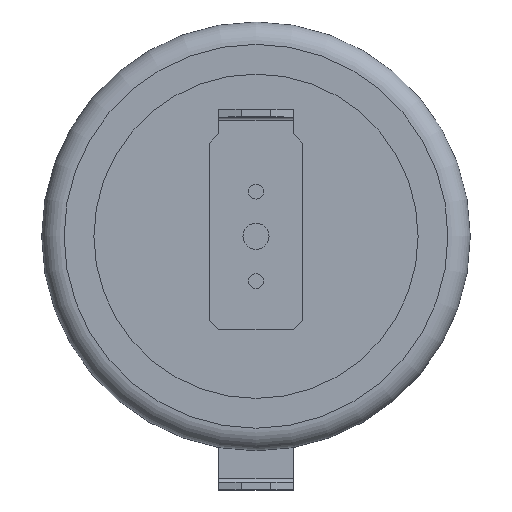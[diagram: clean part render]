
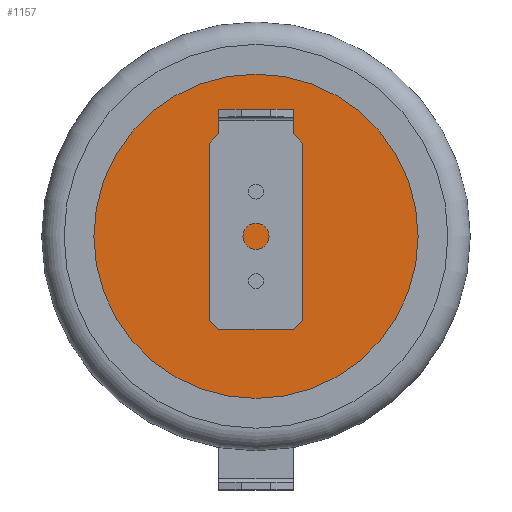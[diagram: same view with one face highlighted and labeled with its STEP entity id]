
A CAD part, top view. The second image highlights one B-rep face of the part: STEP entity #1157.
In plain terms, the highlighted planar face has unit normal (0, 0, 1).
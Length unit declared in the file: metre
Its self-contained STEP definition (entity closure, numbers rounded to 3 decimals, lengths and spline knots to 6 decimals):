
#308=ORIENTED_EDGE('',*,*,#593,.T.);
#593=EDGE_CURVE('',#756,#756,#874,.T.);
#756=VERTEX_POINT('',#1788);
#874=CIRCLE('',#1310,0.00515);
#918=EDGE_LOOP('',(#308));
#1016=FACE_BOUND('',#918,.T.);
#1101=PLANE('',#1309);
#1157=ADVANCED_FACE('',(#1016),#1101,.T.);
#1309=AXIS2_PLACEMENT_3D('',#1786,#1444,#1445);
#1310=AXIS2_PLACEMENT_3D('',#1787,#1446,#1447);
#1444=DIRECTION('',(0.,0.,1.));
#1445=DIRECTION('',(0.,-1.,0.));
#1446=DIRECTION('',(0.,0.,1.));
#1447=DIRECTION('',(0.,-1.,0.));
#1786=CARTESIAN_POINT('',(0.,0.,0.0037));
#1787=CARTESIAN_POINT('',(0.,0.,0.0037));
#1788=CARTESIAN_POINT('',(0.,-0.00515,0.0037));
